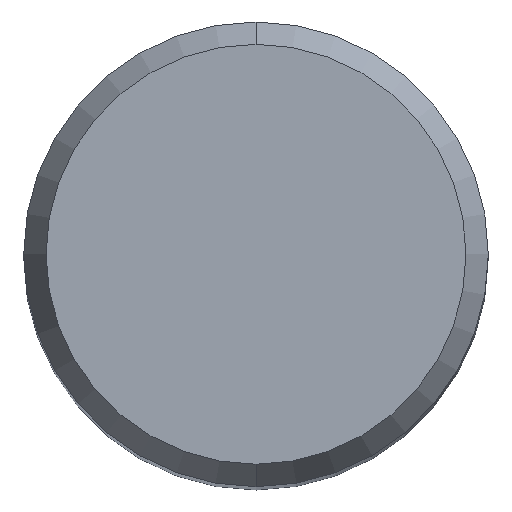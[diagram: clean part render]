
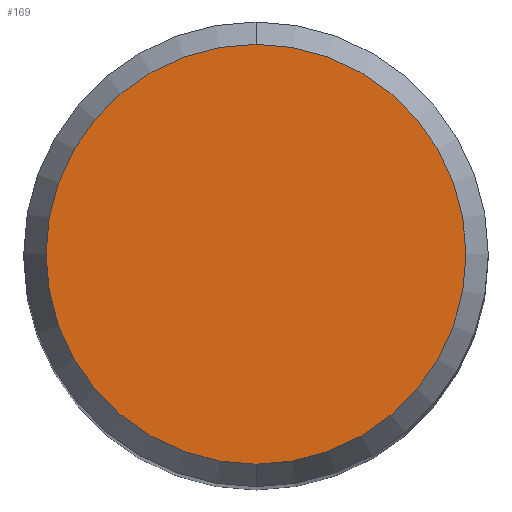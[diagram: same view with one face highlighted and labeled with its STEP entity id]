
A CAD part, top view. The second image highlights one B-rep face of the part: STEP entity #169.
In plain terms, the highlighted planar face has unit normal (0, 0, 1).
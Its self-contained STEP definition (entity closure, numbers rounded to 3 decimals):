
#137=VERTEX_POINT('',#295);
#169=ADVANCED_FACE('',(#330),#331,.T.);
#183=EDGE_CURVE('',#137,#213,#346,.T.);
#195=EDGE_CURVE('',#213,#137,#360,.T.);
#213=VERTEX_POINT('',#381);
#295=CARTESIAN_POINT('',(0.0,4.304,0.0));
#330=FACE_OUTER_BOUND('',#509,.T.);
#331=PLANE('',#510);
#346=CIRCLE('',#533,4.304);
#360=CIRCLE('',#550,4.304);
#381=CARTESIAN_POINT('',(0.,-4.304,0.0));
#509=EDGE_LOOP('',(#706,#707));
#510=AXIS2_PLACEMENT_3D('',#708,#709,#710);
#533=AXIS2_PLACEMENT_3D('',#730,#731,#732);
#550=AXIS2_PLACEMENT_3D('',#754,#755,#756);
#706=ORIENTED_EDGE('',*,*,#183,.F.);
#707=ORIENTED_EDGE('',*,*,#195,.F.);
#708=CARTESIAN_POINT('',(0.0,2.152,0.0));
#709=DIRECTION('',(-0.0,0.0,1.0));
#710=DIRECTION('',(0.0,-1.0,0.0));
#730=CARTESIAN_POINT('',(0.0,0.0,0.0));
#731=DIRECTION('',(0.0,0.0,-1.0));
#732=DIRECTION('',(0.0,1.0,0.0));
#754=CARTESIAN_POINT('',(0.0,0.0,0.0));
#755=DIRECTION('',(0.0,0.0,-1.0));
#756=DIRECTION('',(0.0,1.0,0.0));
